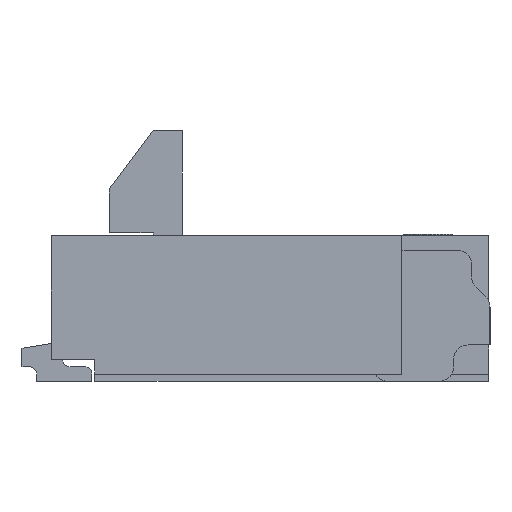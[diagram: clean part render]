
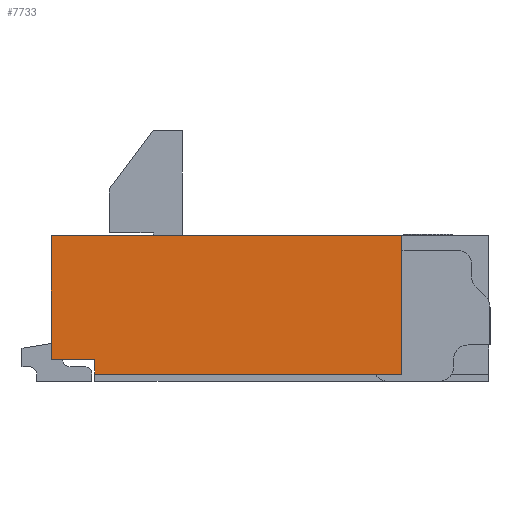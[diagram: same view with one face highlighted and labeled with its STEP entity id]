
A CAD part, left-side view. The second image highlights one B-rep face of the part: STEP entity #7733.
In plain terms, the highlighted planar face has unit normal (-1, 0, 0).
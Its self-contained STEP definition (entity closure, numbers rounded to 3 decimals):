
#492 = VERTEX_POINT ( 'NONE', #35482 ) ;
#1705 = VECTOR ( 'NONE', #32211, 1000. ) ;
#1976 = CARTESIAN_POINT ( 'NONE',  ( -3., -0.9, 0.05 ) ) ;
#3333 = ORIENTED_EDGE ( 'NONE', *, *, #35531, .F. ) ;
#3997 = DIRECTION ( 'NONE',  ( 0., 0., -1. ) ) ;
#5117 = LINE ( 'NONE', #19485, #34864 ) ;
#5705 = DIRECTION ( 'NONE',  ( 1., 0., 0. ) ) ;
#7158 = EDGE_CURVE ( 'NONE', #8313, #10333, #27491, .T. ) ;
#7733 = ADVANCED_FACE ( 'NONE', ( #18802 ), #35958, .F. ) ;
#8313 = VERTEX_POINT ( 'NONE', #28928 ) ;
#9425 = CARTESIAN_POINT ( 'NONE',  ( -3., 1.5, 1. ) ) ;
#10333 = VERTEX_POINT ( 'NONE', #32182 ) ;
#10901 = EDGE_CURVE ( 'NONE', #10333, #11486, #19658, .T. ) ;
#11486 = VERTEX_POINT ( 'NONE', #21734 ) ;
#12315 = EDGE_CURVE ( 'NONE', #24724, #17942, #27761, .T. ) ;
#12516 = AXIS2_PLACEMENT_3D ( 'NONE', #20451, #5705, #17270 ) ;
#13532 = CARTESIAN_POINT ( 'NONE',  ( -3., 1.5, 0.15 ) ) ;
#14069 = LINE ( 'NONE', #25445, #15410 ) ;
#15410 = VECTOR ( 'NONE', #31070, 1000. ) ;
#17270 = DIRECTION ( 'NONE',  ( 0., 1., 0. ) ) ;
#17336 = EDGE_CURVE ( 'NONE', #11486, #17942, #5117, .T. ) ;
#17901 = VECTOR ( 'NONE', #32982, 1000. ) ;
#17942 = VERTEX_POINT ( 'NONE', #31748 ) ;
#18802 = FACE_OUTER_BOUND ( 'NONE', #32685, .T. ) ;
#19485 = CARTESIAN_POINT ( 'NONE',  ( -3., 1.2, 0. ) ) ;
#19658 = LINE ( 'NONE', #13532, #33668 ) ;
#20451 = CARTESIAN_POINT ( 'NONE',  ( -3., 1.5, 1. ) ) ;
#20861 = ORIENTED_EDGE ( 'NONE', *, *, #10901, .T. ) ;
#21699 = CARTESIAN_POINT ( 'NONE',  ( -3., 1.5, 1. ) ) ;
#21734 = CARTESIAN_POINT ( 'NONE',  ( -3., 1.2, 0.15 ) ) ;
#21845 = VECTOR ( 'NONE', #3997, 1000. ) ;
#21861 = ORIENTED_EDGE ( 'NONE', *, *, #12315, .F. ) ;
#22780 = ORIENTED_EDGE ( 'NONE', *, *, #34644, .T. ) ;
#23601 = LINE ( 'NONE', #9425, #1705 ) ;
#24724 = VERTEX_POINT ( 'NONE', #25835 ) ;
#24889 = DIRECTION ( 'NONE',  ( 0., -1., 0. ) ) ;
#25445 = CARTESIAN_POINT ( 'NONE',  ( -3., -0.9, 0. ) ) ;
#25618 = ORIENTED_EDGE ( 'NONE', *, *, #17336, .T. ) ;
#25635 = DIRECTION ( 'NONE',  ( 0., 0., -1. ) ) ;
#25835 = CARTESIAN_POINT ( 'NONE',  ( -3., -0.9, 0.05 ) ) ;
#27491 = LINE ( 'NONE', #21699, #21845 ) ;
#27761 = LINE ( 'NONE', #1976, #17901 ) ;
#28928 = CARTESIAN_POINT ( 'NONE',  ( -3., 1.5, 1. ) ) ;
#31070 = DIRECTION ( 'NONE',  ( 0., 0., 1. ) ) ;
#31188 = ORIENTED_EDGE ( 'NONE', *, *, #7158, .T. ) ;
#31748 = CARTESIAN_POINT ( 'NONE',  ( -3., 1.2, 0.05 ) ) ;
#32182 = CARTESIAN_POINT ( 'NONE',  ( -3., 1.5, 0.15 ) ) ;
#32211 = DIRECTION ( 'NONE',  ( 0., -1., 0. ) ) ;
#32685 = EDGE_LOOP ( 'NONE', ( #21861, #22780, #3333, #31188, #20861, #25618 ) ) ;
#32982 = DIRECTION ( 'NONE',  ( 0., 1., 0. ) ) ;
#33668 = VECTOR ( 'NONE', #24889, 1000. ) ;
#34644 = EDGE_CURVE ( 'NONE', #24724, #492, #14069, .T. ) ;
#34864 = VECTOR ( 'NONE', #25635, 1000. ) ;
#35482 = CARTESIAN_POINT ( 'NONE',  ( -3., -0.9, 1. ) ) ;
#35531 = EDGE_CURVE ( 'NONE', #8313, #492, #23601, .T. ) ;
#35958 = PLANE ( 'NONE',  #12516 ) ;
